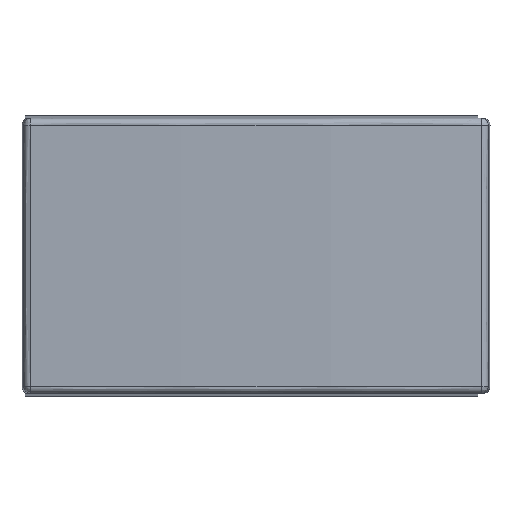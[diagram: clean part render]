
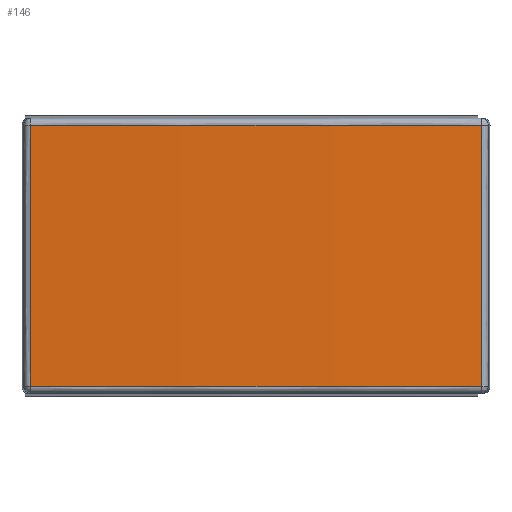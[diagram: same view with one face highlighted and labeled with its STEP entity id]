
A CAD part, top view. The second image highlights one B-rep face of the part: STEP entity #146.
In plain terms, the highlighted free-form (B-spline) face has degree [1, 2] with [2, 3] control points.
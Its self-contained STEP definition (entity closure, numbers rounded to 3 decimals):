
#17=(
BOUNDED_SURFACE()
B_SPLINE_SURFACE(1,2,((#1131,#1132,#1133),(#1134,#1135,#1136)),.UNSPECIFIED.,
.F.,.F.,.F.)
B_SPLINE_SURFACE_WITH_KNOTS((2,2),(3,3),(20.,790.002),
(-987.246,-11.144),.UNSPECIFIED.)
GEOMETRIC_REPRESENTATION_ITEM()
RATIONAL_B_SPLINE_SURFACE(((1.,0.996,1.),
(1.,0.996,1.)))
REPRESENTATION_ITEM($)
SURFACE()
);
#67=(
BOUNDED_CURVE()
B_SPLINE_CURVE(3,(#989,#990,#991,#992,#993,#994,#995),.UNSPECIFIED.,.F.,
.F.)
B_SPLINE_CURVE_WITH_KNOTS((4,1,1,1,4),(15.132,336.758,
674.14,1011.532,1343.778),.UNSPECIFIED.)
CURVE()
GEOMETRIC_REPRESENTATION_ITEM()
RATIONAL_B_SPLINE_CURVE((1.,1.,1.,1.,1.,1.,1.))
REPRESENTATION_ITEM($)
);
#68=(
BOUNDED_CURVE()
B_SPLINE_CURVE(3,(#996,#997,#998,#999),.UNSPECIFIED.,.F.,.F.)
B_SPLINE_CURVE_WITH_KNOTS((4,4),(20.,790.002),.UNSPECIFIED.)
CURVE()
GEOMETRIC_REPRESENTATION_ITEM()
RATIONAL_B_SPLINE_CURVE((1.,1.,1.,1.))
REPRESENTATION_ITEM($)
);
#69=(
BOUNDED_CURVE()
B_SPLINE_CURVE(3,(#1000,#1001,#1002,#1003),.UNSPECIFIED.,.F.,.F.)
B_SPLINE_CURVE_WITH_KNOTS((4,4),(20.,790.002),.UNSPECIFIED.)
CURVE()
GEOMETRIC_REPRESENTATION_ITEM()
RATIONAL_B_SPLINE_CURVE((1.,1.,1.,1.))
REPRESENTATION_ITEM($)
);
#70=(
BOUNDED_CURVE()
B_SPLINE_CURVE(3,(#1004,#1005,#1006,#1007,#1008,#1009,#1010),.UNSPECIFIED.,
.F.,.F.)
B_SPLINE_CURVE_WITH_KNOTS((4,1,1,1,4),(15.132,336.758,
674.14,1011.532,1343.778),.UNSPECIFIED.)
CURVE()
GEOMETRIC_REPRESENTATION_ITEM()
RATIONAL_B_SPLINE_CURVE((1.,1.,1.,1.,1.,1.,1.))
REPRESENTATION_ITEM($)
);
#146=ADVANCED_FACE($,(#201),#17,.T.);
#201=FACE_OUTER_BOUND($,#256,.T.);
#256=EDGE_LOOP($,(#341,#342,#343,#344));
#341=ORIENTED_EDGE($,*,*,#529,.T.);
#342=ORIENTED_EDGE($,*,*,#531,.T.);
#343=ORIENTED_EDGE($,*,*,#532,.T.);
#344=ORIENTED_EDGE($,*,*,#530,.F.);
#529=EDGE_CURVE($,#629,#630,#67,.T.);
#530=EDGE_CURVE($,#629,#631,#68,.T.);
#531=EDGE_CURVE($,#630,#632,#69,.T.);
#532=EDGE_CURVE($,#632,#631,#70,.T.);
#629=VERTEX_POINT($,#1531);
#630=VERTEX_POINT($,#1532);
#631=VERTEX_POINT($,#1533);
#632=VERTEX_POINT($,#1534);
#989=CARTESIAN_POINT($,(74560.101,-35776.718,359.189));
#990=CARTESIAN_POINT($,(74667.315,-35776.718,365.479));
#991=CARTESIAN_POINT($,(74887.178,-35776.718,375.241));
#992=CARTESIAN_POINT($,(75219.894,-35776.718,380.339));
#993=CARTESIAN_POINT($,(75556.161,-35776.718,375.502));
#994=CARTESIAN_POINT($,(75779.576,-35776.718,365.687));
#995=CARTESIAN_POINT($,(75890.331,-35776.718,359.189));
#996=CARTESIAN_POINT($,(74560.101,-35776.718,359.189));
#997=CARTESIAN_POINT($,(74560.101,-35520.05,359.189));
#998=CARTESIAN_POINT($,(74560.101,-35263.383,359.189));
#999=CARTESIAN_POINT($,(74560.101,-35006.716,359.189));
#1000=CARTESIAN_POINT($,(75890.331,-35776.718,359.189));
#1001=CARTESIAN_POINT($,(75890.331,-35520.05,359.189));
#1002=CARTESIAN_POINT($,(75890.331,-35263.383,359.189));
#1003=CARTESIAN_POINT($,(75890.331,-35006.716,359.189));
#1004=CARTESIAN_POINT($,(75890.331,-35006.716,359.189));
#1005=CARTESIAN_POINT($,(75783.117,-35006.716,365.479));
#1006=CARTESIAN_POINT($,(75563.254,-35006.716,375.241));
#1007=CARTESIAN_POINT($,(75230.538,-35006.716,380.339));
#1008=CARTESIAN_POINT($,(74894.271,-35006.716,375.502));
#1009=CARTESIAN_POINT($,(74670.855,-35006.716,365.687));
#1010=CARTESIAN_POINT($,(74560.101,-35006.716,359.189));
#1131=CARTESIAN_POINT($,(75890.331,-35776.718,359.189));
#1132=CARTESIAN_POINT($,(75225.216,-35776.718,398.213));
#1133=CARTESIAN_POINT($,(74560.101,-35776.718,359.189));
#1134=CARTESIAN_POINT($,(75890.331,-35006.716,359.189));
#1135=CARTESIAN_POINT($,(75225.216,-35006.716,398.213));
#1136=CARTESIAN_POINT($,(74560.101,-35006.716,359.189));
#1531=CARTESIAN_POINT($,(74560.101,-35776.718,359.189));
#1532=CARTESIAN_POINT($,(75890.331,-35776.718,359.189));
#1533=CARTESIAN_POINT($,(74560.101,-35006.716,359.189));
#1534=CARTESIAN_POINT($,(75890.331,-35006.716,359.189));
